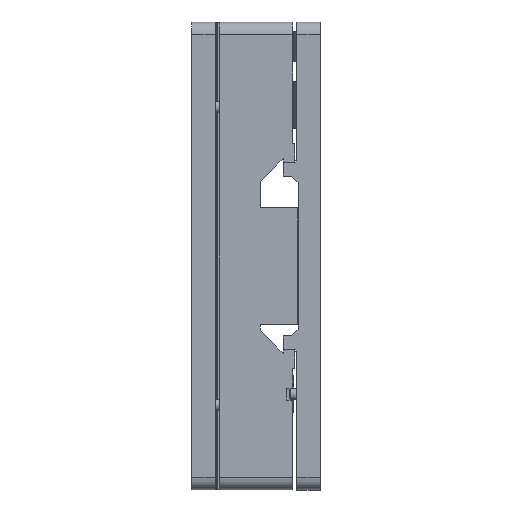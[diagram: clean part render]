
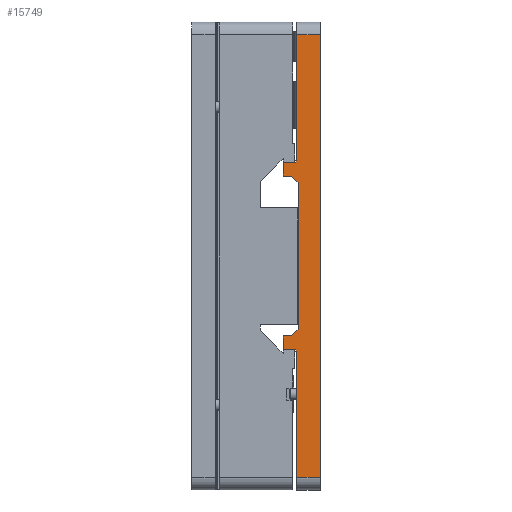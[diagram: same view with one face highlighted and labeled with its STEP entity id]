
A CAD part, left-side view. The second image highlights one B-rep face of the part: STEP entity #15749.
In plain terms, the highlighted planar face has unit normal (-1, 0, 0).
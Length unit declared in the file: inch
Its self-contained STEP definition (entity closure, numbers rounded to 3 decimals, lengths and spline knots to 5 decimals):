
#325 = DIRECTION ( 'NONE',  ( 0., 1., 0. ) ) ;
#507 = VERTEX_POINT ( 'NONE', #12958 ) ;
#645 = EDGE_CURVE ( 'NONE', #16589, #1834, #4244, .T. ) ;
#691 = VERTEX_POINT ( 'NONE', #6291 ) ;
#846 = EDGE_CURVE ( 'NONE', #4135, #7025, #14147, .T. ) ;
#1084 = ORIENTED_EDGE ( 'NONE', *, *, #846, .F. ) ;
#1461 = LINE ( 'NONE', #16349, #13635 ) ;
#1601 = LINE ( 'NONE', #8971, #15446 ) ;
#1622 = EDGE_CURVE ( 'NONE', #2049, #15169, #21545, .T. ) ;
#1832 = DIRECTION ( 'NONE',  ( 0., 0., 1. ) ) ;
#1834 = VERTEX_POINT ( 'NONE', #13326 ) ;
#1946 = LINE ( 'NONE', #9321, #3254 ) ;
#1965 = CARTESIAN_POINT ( 'NONE',  ( -8., 0., 0. ) ) ;
#2006 = EDGE_CURVE ( 'NONE', #21564, #16107, #7921, .T. ) ;
#2049 = VERTEX_POINT ( 'NONE', #4521 ) ;
#2627 = CARTESIAN_POINT ( 'NONE',  ( -8., 0.984, -2.733 ) ) ;
#2784 = CARTESIAN_POINT ( 'NONE',  ( -8., 0.844, -3.258 ) ) ;
#3148 = LINE ( 'NONE', #10513, #10973 ) ;
#3254 = VECTOR ( 'NONE', #16693, 39.37008 ) ;
#3960 = CARTESIAN_POINT ( 'NONE',  ( -8., 0.984, 2.733 ) ) ;
#4135 = VERTEX_POINT ( 'NONE', #22752 ) ;
#4193 = ORIENTED_EDGE ( 'NONE', *, *, #10525, .T. ) ;
#4244 = LINE ( 'NONE', #11631, #12428 ) ;
#4297 = VERTEX_POINT ( 'NONE', #10716 ) ;
#4312 = CARTESIAN_POINT ( 'NONE',  ( -8., 0., 7.5625 ) ) ;
#4315 = DIRECTION ( 'NONE',  ( 0., 0., -1. ) ) ;
#4399 = ORIENTED_EDGE ( 'NONE', *, *, #1622, .T. ) ;
#4521 = CARTESIAN_POINT ( 'NONE',  ( -8., 1.277, 2.733 ) ) ;
#4763 = DIRECTION ( 'NONE',  ( 0., -1., 0. ) ) ;
#4937 = DIRECTION ( 'NONE',  ( 0., 1., 0. ) ) ;
#4967 = CARTESIAN_POINT ( 'NONE',  ( -8., 0.813, 2.733 ) ) ;
#4971 = ORIENTED_EDGE ( 'NONE', *, *, #5266, .F. ) ;
#5266 = EDGE_CURVE ( 'NONE', #7025, #7237, #19338, .T. ) ;
#5270 = DIRECTION ( 'NONE',  ( 0., -1., 0. ) ) ;
#5413 = DIRECTION ( 'NONE',  ( 0., 1., 0. ) ) ;
#5679 = EDGE_CURVE ( 'NONE', #16107, #691, #13520, .T. ) ;
#5801 = DIRECTION ( 'NONE',  ( 0., -0.707, 0.707 ) ) ;
#6279 = EDGE_CURVE ( 'NONE', #16733, #1834, #9499, .T. ) ;
#6291 = CARTESIAN_POINT ( 'NONE',  ( -8., 1.277, -3.2 ) ) ;
#6725 = CARTESIAN_POINT ( 'NONE',  ( -8., 0.765, -2.514 ) ) ;
#6941 = VECTOR ( 'NONE', #14122, 39.37008 ) ;
#7025 = VERTEX_POINT ( 'NONE', #11129 ) ;
#7237 = VERTEX_POINT ( 'NONE', #19566 ) ;
#7342 = VERTEX_POINT ( 'NONE', #23689 ) ;
#7422 = ORIENTED_EDGE ( 'NONE', *, *, #13176, .F. ) ;
#7588 = VERTEX_POINT ( 'NONE', #11710 ) ;
#7921 = LINE ( 'NONE', #15313, #10706 ) ;
#8352 = VECTOR ( 'NONE', #4315, 39.37008 ) ;
#8608 = ORIENTED_EDGE ( 'NONE', *, *, #22547, .F. ) ;
#8971 = CARTESIAN_POINT ( 'NONE',  ( -8., 0.813, -3.2 ) ) ;
#9246 = VECTOR ( 'NONE', #1832, 39.37008 ) ;
#9321 = CARTESIAN_POINT ( 'NONE',  ( -8., 1.277, 2.733 ) ) ;
#9342 = DIRECTION ( 'NONE',  ( 1., 0., 0. ) ) ;
#9499 = LINE ( 'NONE', #16865, #20057 ) ;
#9586 = EDGE_CURVE ( 'NONE', #13314, #7342, #23319, .T. ) ;
#10105 = ORIENTED_EDGE ( 'NONE', *, *, #13088, .T. ) ;
#10149 = DIRECTION ( 'NONE',  ( 0., 0., 1. ) ) ;
#10513 = CARTESIAN_POINT ( 'NONE',  ( -8., 0., 8. ) ) ;
#10525 = EDGE_CURVE ( 'NONE', #691, #7237, #1601, .T. ) ;
#10706 = VECTOR ( 'NONE', #22701, 39.37008 ) ;
#10716 = CARTESIAN_POINT ( 'NONE',  ( -8., 0., -7.5625 ) ) ;
#10788 = ORIENTED_EDGE ( 'NONE', *, *, #14888, .F. ) ;
#10973 = VECTOR ( 'NONE', #17897, 39.37008 ) ;
#11007 = LINE ( 'NONE', #18398, #9246 ) ;
#11010 = VECTOR ( 'NONE', #10149, 39.37008 ) ;
#11129 = CARTESIAN_POINT ( 'NONE',  ( -8., 0.844, -3.258 ) ) ;
#11145 = FACE_OUTER_BOUND ( 'NONE', #20994, .T. ) ;
#11334 = DIRECTION ( 'NONE',  ( 0., 0.707, 0.707 ) ) ;
#11416 = CARTESIAN_POINT ( 'NONE',  ( -8., 0.984, 2.733 ) ) ;
#11474 = VECTOR ( 'NONE', #5270, 39.37008 ) ;
#11528 = EDGE_CURVE ( 'NONE', #21564, #13314, #14990, .T. ) ;
#11631 = CARTESIAN_POINT ( 'NONE',  ( -8., 0.813, 8. ) ) ;
#11710 = CARTESIAN_POINT ( 'NONE',  ( -8., 0.844, 3.2 ) ) ;
#11829 = ORIENTED_EDGE ( 'NONE', *, *, #17409, .F. ) ;
#12167 = VECTOR ( 'NONE', #12353, 39.37008 ) ;
#12353 = DIRECTION ( 'NONE',  ( 0., -1., 0. ) ) ;
#12428 = VECTOR ( 'NONE', #18997, 39.37008 ) ;
#12958 = CARTESIAN_POINT ( 'NONE',  ( -8., 0.844, 3.258 ) ) ;
#13088 = EDGE_CURVE ( 'NONE', #7588, #17023, #14608, .T. ) ;
#13176 = EDGE_CURVE ( 'NONE', #7342, #15169, #20529, .T. ) ;
#13314 = VERTEX_POINT ( 'NONE', #17857 ) ;
#13326 = CARTESIAN_POINT ( 'NONE',  ( -8., 0.813, 7.5625 ) ) ;
#13388 = EDGE_CURVE ( 'NONE', #23259, #4297, #14465, .T. ) ;
#13520 = LINE ( 'NONE', #20898, #8352 ) ;
#13635 = VECTOR ( 'NONE', #23734, 39.37008 ) ;
#13975 = LINE ( 'NONE', #21342, #15411 ) ;
#14122 = DIRECTION ( 'NONE',  ( 0., 0., 1. ) ) ;
#14147 = LINE ( 'NONE', #21513, #19157 ) ;
#14465 = LINE ( 'NONE', #21853, #11474 ) ;
#14608 = LINE ( 'NONE', #21988, #23271 ) ;
#14847 = CARTESIAN_POINT ( 'NONE',  ( -8., 0.813, 3.258 ) ) ;
#14888 = EDGE_CURVE ( 'NONE', #507, #16589, #13975, .T. ) ;
#14990 = LINE ( 'NONE', #22379, #17235 ) ;
#15169 = VERTEX_POINT ( 'NONE', #11416 ) ;
#15214 = ORIENTED_EDGE ( 'NONE', *, *, #13388, .T. ) ;
#15313 = CARTESIAN_POINT ( 'NONE',  ( -8., 0.813, -2.733 ) ) ;
#15411 = VECTOR ( 'NONE', #4763, 39.37008 ) ;
#15446 = VECTOR ( 'NONE', #16344, 39.37008 ) ;
#15468 = ORIENTED_EDGE ( 'NONE', *, *, #645, .F. ) ;
#15749 = ADVANCED_FACE ( 'NONE', ( #11145 ), #18529, .F. ) ;
#16107 = VERTEX_POINT ( 'NONE', #18140 ) ;
#16344 = DIRECTION ( 'NONE',  ( 0., -1., 0. ) ) ;
#16349 = CARTESIAN_POINT ( 'NONE',  ( -8., 0.844, 3.258 ) ) ;
#16589 = VERTEX_POINT ( 'NONE', #14847 ) ;
#16693 = DIRECTION ( 'NONE',  ( 0., 0., -1. ) ) ;
#16714 = DIRECTION ( 'NONE',  ( 0., 0., -1. ) ) ;
#16733 = VERTEX_POINT ( 'NONE', #4312 ) ;
#16865 = CARTESIAN_POINT ( 'NONE',  ( -8., 0., 7.5625 ) ) ;
#17023 = VERTEX_POINT ( 'NONE', #21957 ) ;
#17196 = ORIENTED_EDGE ( 'NONE', *, *, #11528, .F. ) ;
#17235 = VECTOR ( 'NONE', #5801, 39.37008 ) ;
#17409 = EDGE_CURVE ( 'NONE', #23259, #4135, #11007, .T. ) ;
#17849 = VECTOR ( 'NONE', #11334, 39.37008 ) ;
#17857 = CARTESIAN_POINT ( 'NONE',  ( -8., 0.765, -2.514 ) ) ;
#17897 = DIRECTION ( 'NONE',  ( 0., 0., -1. ) ) ;
#18032 = AXIS2_PLACEMENT_3D ( 'NONE', #1965, #9342, #16714 ) ;
#18140 = CARTESIAN_POINT ( 'NONE',  ( -8., 1.277, -2.733 ) ) ;
#18398 = CARTESIAN_POINT ( 'NONE',  ( -8., 0.813, -8. ) ) ;
#18503 = ORIENTED_EDGE ( 'NONE', *, *, #5679, .T. ) ;
#18529 = PLANE ( 'NONE',  #18032 ) ;
#18997 = DIRECTION ( 'NONE',  ( 0., 0., 1. ) ) ;
#19157 = VECTOR ( 'NONE', #4937, 39.37008 ) ;
#19338 = LINE ( 'NONE', #2784, #11010 ) ;
#19566 = CARTESIAN_POINT ( 'NONE',  ( -8., 0.844, -3.2 ) ) ;
#20014 = ORIENTED_EDGE ( 'NONE', *, *, #20969, .F. ) ;
#20057 = VECTOR ( 'NONE', #325, 39.37008 ) ;
#20529 = LINE ( 'NONE', #3960, #17849 ) ;
#20705 = ORIENTED_EDGE ( 'NONE', *, *, #22698, .T. ) ;
#20898 = CARTESIAN_POINT ( 'NONE',  ( -8., 1.277, -2.733 ) ) ;
#20969 = EDGE_CURVE ( 'NONE', #7588, #507, #1461, .T. ) ;
#20994 = EDGE_LOOP ( 'NONE', ( #17196, #23642, #18503, #4193, #4971, #1084, #11829, #15214, #8608, #21260, #15468, #10788, #20014, #10105, #20705, #4399, #7422, #21065 ) ) ;
#21065 = ORIENTED_EDGE ( 'NONE', *, *, #9586, .F. ) ;
#21260 = ORIENTED_EDGE ( 'NONE', *, *, #6279, .T. ) ;
#21342 = CARTESIAN_POINT ( 'NONE',  ( -8., 0.813, 3.258 ) ) ;
#21513 = CARTESIAN_POINT ( 'NONE',  ( -8., 0.813, -3.258 ) ) ;
#21545 = LINE ( 'NONE', #4967, #12167 ) ;
#21564 = VERTEX_POINT ( 'NONE', #2627 ) ;
#21853 = CARTESIAN_POINT ( 'NONE',  ( -8., 0., -7.5625 ) ) ;
#21957 = CARTESIAN_POINT ( 'NONE',  ( -8., 1.277, 3.2 ) ) ;
#21988 = CARTESIAN_POINT ( 'NONE',  ( -8., 0.813, 3.2 ) ) ;
#22379 = CARTESIAN_POINT ( 'NONE',  ( -8., 0.984, -2.733 ) ) ;
#22547 = EDGE_CURVE ( 'NONE', #16733, #4297, #3148, .T. ) ;
#22698 = EDGE_CURVE ( 'NONE', #17023, #2049, #1946, .T. ) ;
#22701 = DIRECTION ( 'NONE',  ( 0., 1., 0. ) ) ;
#22752 = CARTESIAN_POINT ( 'NONE',  ( -8., 0.813, -3.258 ) ) ;
#22818 = CARTESIAN_POINT ( 'NONE',  ( -8., 0.813, -7.5625 ) ) ;
#23259 = VERTEX_POINT ( 'NONE', #22818 ) ;
#23271 = VECTOR ( 'NONE', #5413, 39.37008 ) ;
#23319 = LINE ( 'NONE', #6725, #6941 ) ;
#23642 = ORIENTED_EDGE ( 'NONE', *, *, #2006, .T. ) ;
#23689 = CARTESIAN_POINT ( 'NONE',  ( -8., 0.765, 2.514 ) ) ;
#23734 = DIRECTION ( 'NONE',  ( 0., 0., 1. ) ) ;
